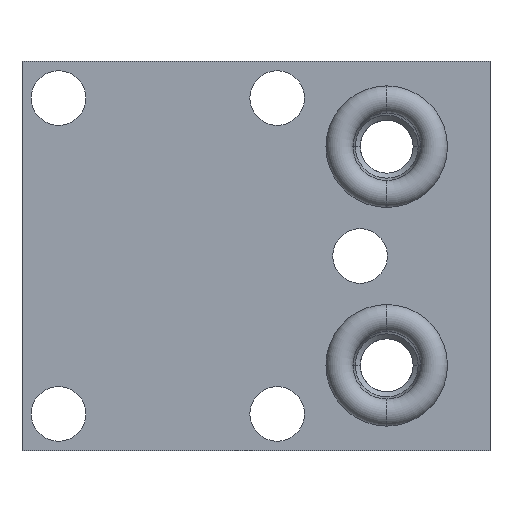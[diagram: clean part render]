
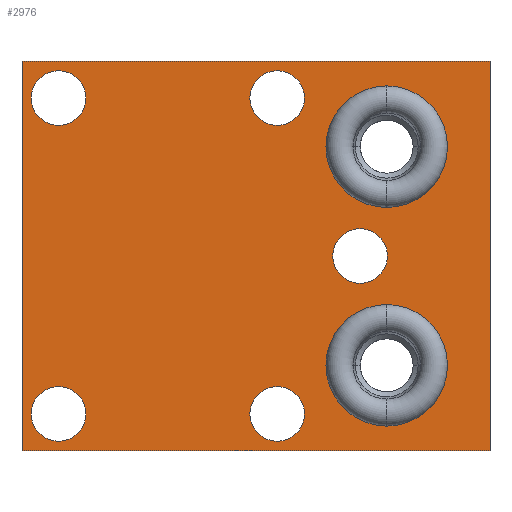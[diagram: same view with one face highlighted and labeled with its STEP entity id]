
A CAD part, left-side view. The second image highlights one B-rep face of the part: STEP entity #2976.
In plain terms, the highlighted planar face has unit normal (-1, 0, 0).
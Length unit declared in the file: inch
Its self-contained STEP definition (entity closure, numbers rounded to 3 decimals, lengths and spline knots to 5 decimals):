
#922=DIRECTION('',(0.,-1.,0.));
#923=VECTOR('',#922,2.406);
#924=CARTESIAN_POINT('',(-1.25,0.75,1.));
#925=LINE('',#924,#923);
#929=DIRECTION('',(0.,0.,-1.));
#930=VECTOR('',#929,2.);
#931=CARTESIAN_POINT('',(-1.25,-1.656,1.));
#932=LINE('',#931,#930);
#936=DIRECTION('',(0.,1.,0.));
#937=VECTOR('',#936,2.406);
#938=CARTESIAN_POINT('',(-1.25,-1.656,-1.));
#939=LINE('',#938,#937);
#943=DIRECTION('',(0.,0.,1.));
#944=VECTOR('',#943,2.);
#945=CARTESIAN_POINT('',(-1.25,0.75,-1.));
#946=LINE('',#945,#944);
#950=CARTESIAN_POINT('',(-1.25,0.562,0.812));
#951=DIRECTION('',(-1.,0.,0.));
#952=DIRECTION('',(0.,-1.,0.));
#953=AXIS2_PLACEMENT_3D('',#950,#951,#952);
#958=CARTESIAN_POINT('',(-1.25,0.562,0.812));
#959=DIRECTION('',(-1.,0.,0.));
#960=DIRECTION('',(0.,1.,0.));
#961=AXIS2_PLACEMENT_3D('',#958,#959,#960);
#966=CARTESIAN_POINT('',(-1.25,0.562,-0.812));
#967=DIRECTION('',(-1.,0.,0.));
#968=DIRECTION('',(0.,-1.,0.));
#969=AXIS2_PLACEMENT_3D('',#966,#967,#968);
#974=CARTESIAN_POINT('',(-1.25,0.562,-0.812));
#975=DIRECTION('',(-1.,0.,0.));
#976=DIRECTION('',(0.,1.,0.));
#977=AXIS2_PLACEMENT_3D('',#974,#975,#976);
#982=CARTESIAN_POINT('',(-1.25,-0.562,0.812));
#983=DIRECTION('',(-1.,0.,0.));
#984=DIRECTION('',(0.,-1.,0.));
#985=AXIS2_PLACEMENT_3D('',#982,#983,#984);
#990=CARTESIAN_POINT('',(-1.25,-0.562,0.812));
#991=DIRECTION('',(-1.,0.,0.));
#992=DIRECTION('',(0.,1.,0.));
#993=AXIS2_PLACEMENT_3D('',#990,#991,#992);
#998=CARTESIAN_POINT('',(-1.25,-0.562,-0.812));
#999=DIRECTION('',(-1.,0.,0.));
#1000=DIRECTION('',(0.,-1.,0.));
#1001=AXIS2_PLACEMENT_3D('',#998,#999,#1000);
#1006=CARTESIAN_POINT('',(-1.25,-0.562,-0.812));
#1007=DIRECTION('',(-1.,0.,0.));
#1008=DIRECTION('',(0.,1.,0.));
#1009=AXIS2_PLACEMENT_3D('',#1006,#1007,#1008);
#1014=CARTESIAN_POINT('',(-1.25,-0.988,0.));
#1015=DIRECTION('',(-1.,0.,0.));
#1016=DIRECTION('',(0.,-1.,0.));
#1017=AXIS2_PLACEMENT_3D('',#1014,#1015,#1016);
#1022=CARTESIAN_POINT('',(-1.25,-0.988,0.));
#1023=DIRECTION('',(-1.,0.,0.));
#1024=DIRECTION('',(0.,1.,0.));
#1025=AXIS2_PLACEMENT_3D('',#1022,#1023,#1024);
#1030=CARTESIAN_POINT('',(-1.25,-1.125,0.562));
#1031=DIRECTION('',(1.,0.,0.));
#1032=DIRECTION('',(0.,1.,0.));
#1033=AXIS2_PLACEMENT_3D('',#1030,#1031,#1032);
#1038=CARTESIAN_POINT('',(-1.25,-1.125,0.562));
#1039=DIRECTION('',(1.,0.,0.));
#1040=DIRECTION('',(0.,-1.,0.));
#1041=AXIS2_PLACEMENT_3D('',#1038,#1039,#1040);
#1046=CARTESIAN_POINT('',(-1.25,-1.125,-0.562));
#1047=DIRECTION('',(1.,0.,0.));
#1048=DIRECTION('',(0.,1.,0.));
#1049=AXIS2_PLACEMENT_3D('',#1046,#1047,#1048);
#1054=CARTESIAN_POINT('',(-1.25,-1.125,-0.562));
#1055=DIRECTION('',(1.,0.,0.));
#1056=DIRECTION('',(0.,-1.,0.));
#1057=AXIS2_PLACEMENT_3D('',#1054,#1055,#1056);
#1950=CARTESIAN_POINT('',(-1.25,0.75,1.));
#1951=CARTESIAN_POINT('',(-1.25,-1.656,1.));
#1952=VERTEX_POINT('',#1950);
#1953=VERTEX_POINT('',#1951);
#1954=CARTESIAN_POINT('',(-1.25,-1.656,-1.));
#1955=VERTEX_POINT('',#1954);
#1956=CARTESIAN_POINT('',(-1.25,0.75,-1.));
#1957=VERTEX_POINT('',#1956);
#1978=CARTESIAN_POINT('',(-1.25,0.4215,0.812));
#1979=CARTESIAN_POINT('',(-1.25,0.7025,0.812));
#1980=VERTEX_POINT('',#1978);
#1981=VERTEX_POINT('',#1979);
#1990=CARTESIAN_POINT('',(-1.25,-0.8125,0.562));
#1991=CARTESIAN_POINT('',(-1.25,-1.4375,0.562));
#1992=VERTEX_POINT('',#1990);
#1993=VERTEX_POINT('',#1991);
#2010=CARTESIAN_POINT('',(-1.25,-0.8125,-0.562));
#2011=CARTESIAN_POINT('',(-1.25,-1.4375,-0.562));
#2012=VERTEX_POINT('',#2010);
#2013=VERTEX_POINT('',#2011);
#2136=CARTESIAN_POINT('',(-1.25,0.4215,-0.812));
#2137=CARTESIAN_POINT('',(-1.25,0.7025,-0.812));
#2138=VERTEX_POINT('',#2136);
#2139=VERTEX_POINT('',#2137);
#2144=CARTESIAN_POINT('',(-1.25,-0.7025,0.812));
#2145=CARTESIAN_POINT('',(-1.25,-0.4215,0.812));
#2146=VERTEX_POINT('',#2144);
#2147=VERTEX_POINT('',#2145);
#2152=CARTESIAN_POINT('',(-1.25,-0.7025,-0.812));
#2153=CARTESIAN_POINT('',(-1.25,-0.4215,-0.812));
#2154=VERTEX_POINT('',#2152);
#2155=VERTEX_POINT('',#2153);
#2160=CARTESIAN_POINT('',(-1.25,-1.1285,0.));
#2161=CARTESIAN_POINT('',(-1.25,-0.8475,0.));
#2162=VERTEX_POINT('',#2160);
#2163=VERTEX_POINT('',#2161);
#2921=CARTESIAN_POINT('',(-1.25,0.,0.));
#2922=DIRECTION('',(1.,0.,0.));
#2923=DIRECTION('',(0.,0.,-1.));
#2924=AXIS2_PLACEMENT_3D('',#2921,#2922,#2923);
#2925=PLANE('',#2924);
#2926=ORIENTED_EDGE('',*,*,#2914,.T.);
#2927=ORIENTED_EDGE('',*,*,#2358,.T.);
#2929=ORIENTED_EDGE('',*,*,#2928,.T.);
#2931=ORIENTED_EDGE('',*,*,#2930,.T.);
#2932=EDGE_LOOP('',(#2926,#2927,#2929,#2931));
#2933=FACE_OUTER_BOUND('',#2932,.F.);
#2935=ORIENTED_EDGE('',*,*,#2934,.T.);
#2937=ORIENTED_EDGE('',*,*,#2936,.T.);
#2938=EDGE_LOOP('',(#2935,#2937));
#2939=FACE_BOUND('',#2938,.F.);
#2941=ORIENTED_EDGE('',*,*,#2940,.T.);
#2943=ORIENTED_EDGE('',*,*,#2942,.T.);
#2944=EDGE_LOOP('',(#2941,#2943));
#2945=FACE_BOUND('',#2944,.F.);
#2947=ORIENTED_EDGE('',*,*,#2946,.T.);
#2949=ORIENTED_EDGE('',*,*,#2948,.T.);
#2950=EDGE_LOOP('',(#2947,#2949));
#2951=FACE_BOUND('',#2950,.F.);
#2953=ORIENTED_EDGE('',*,*,#2952,.T.);
#2955=ORIENTED_EDGE('',*,*,#2954,.T.);
#2956=EDGE_LOOP('',(#2953,#2955));
#2957=FACE_BOUND('',#2956,.F.);
#2959=ORIENTED_EDGE('',*,*,#2958,.T.);
#2961=ORIENTED_EDGE('',*,*,#2960,.T.);
#2962=EDGE_LOOP('',(#2959,#2961));
#2963=FACE_BOUND('',#2962,.F.);
#2965=ORIENTED_EDGE('',*,*,#2964,.F.);
#2967=ORIENTED_EDGE('',*,*,#2966,.F.);
#2968=EDGE_LOOP('',(#2965,#2967));
#2969=FACE_BOUND('',#2968,.F.);
#2971=ORIENTED_EDGE('',*,*,#2970,.F.);
#2973=ORIENTED_EDGE('',*,*,#2972,.F.);
#2974=EDGE_LOOP('',(#2971,#2973));
#2975=FACE_BOUND('',#2974,.F.);
#954=CIRCLE('',#953,0.1405);
#962=CIRCLE('',#961,0.1405);
#970=CIRCLE('',#969,0.1405);
#978=CIRCLE('',#977,0.1405);
#986=CIRCLE('',#985,0.1405);
#994=CIRCLE('',#993,0.1405);
#1002=CIRCLE('',#1001,0.1405);
#1010=CIRCLE('',#1009,0.1405);
#1018=CIRCLE('',#1017,0.1405);
#1026=CIRCLE('',#1025,0.1405);
#1034=CIRCLE('',#1033,0.3125);
#1042=CIRCLE('',#1041,0.3125);
#1050=CIRCLE('',#1049,0.3125);
#1058=CIRCLE('',#1057,0.3125);
#2358=EDGE_CURVE('',#1953,#1955,#932,.T.);
#2914=EDGE_CURVE('',#1952,#1953,#925,.T.);
#2928=EDGE_CURVE('',#1955,#1957,#939,.T.);
#2930=EDGE_CURVE('',#1957,#1952,#946,.T.);
#2934=EDGE_CURVE('',#1980,#1981,#954,.T.);
#2936=EDGE_CURVE('',#1981,#1980,#962,.T.);
#2940=EDGE_CURVE('',#2138,#2139,#970,.T.);
#2942=EDGE_CURVE('',#2139,#2138,#978,.T.);
#2946=EDGE_CURVE('',#2146,#2147,#986,.T.);
#2948=EDGE_CURVE('',#2147,#2146,#994,.T.);
#2952=EDGE_CURVE('',#2154,#2155,#1002,.T.);
#2954=EDGE_CURVE('',#2155,#2154,#1010,.T.);
#2958=EDGE_CURVE('',#2162,#2163,#1018,.T.);
#2960=EDGE_CURVE('',#2163,#2162,#1026,.T.);
#2964=EDGE_CURVE('',#1992,#1993,#1034,.T.);
#2966=EDGE_CURVE('',#1993,#1992,#1042,.T.);
#2970=EDGE_CURVE('',#2012,#2013,#1050,.T.);
#2972=EDGE_CURVE('',#2013,#2012,#1058,.T.);
#2976=ADVANCED_FACE('',(#2933,#2939,#2945,#2951,#2957,#2963,#2969,#2975),#2925,
.F.);
